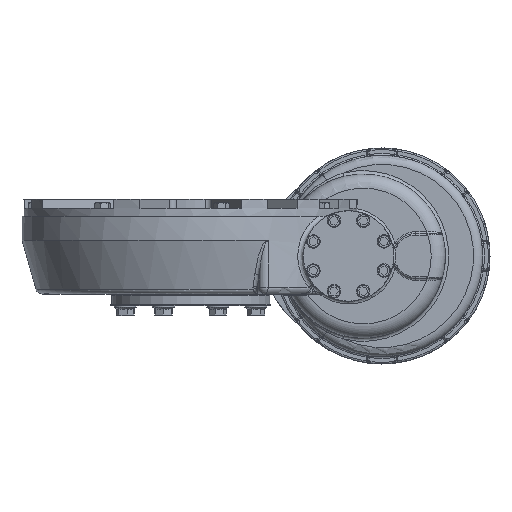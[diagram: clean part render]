
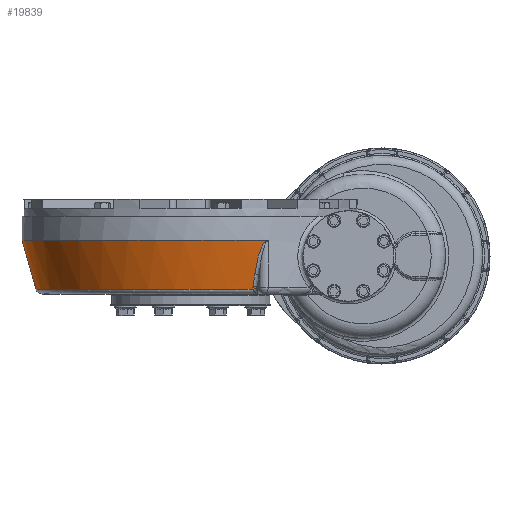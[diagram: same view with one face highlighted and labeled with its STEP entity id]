
A CAD part, left-side view. The second image highlights one B-rep face of the part: STEP entity #19839.
In plain terms, the highlighted conical face has half-angle 15.397 degrees and reference radius 298 mm.
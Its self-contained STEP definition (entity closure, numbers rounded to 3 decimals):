
#876=B_SPLINE_CURVE_WITH_KNOTS('',3,(#52854,#52855,#52856,#52857,#52858,
#52859,#52860,#52861,#52862,#52863,#52864,#52865,#52866),.UNSPECIFIED.,
 .F.,.F.,(4,1,1,1,1,1,1,1,1,1,4),(0.,0.016,0.024,
0.032,0.041,0.045,0.049,
0.053,0.057,0.061,0.065),
 .UNSPECIFIED.);
#878=B_SPLINE_CURVE_WITH_KNOTS('',3,(#52886,#52887,#52888,#52889),
 .UNSPECIFIED.,.F.,.F.,(4,4),(0.,1.),.UNSPECIFIED.);
#880=B_SPLINE_CURVE_WITH_KNOTS('',3,(#52925,#52926,#52927,#52928),
 .UNSPECIFIED.,.F.,.F.,(4,4),(0.,0.005),.UNSPECIFIED.);
#886=B_SPLINE_CURVE_WITH_KNOTS('',3,(#53135,#53136,#53137,#53138),
 .UNSPECIFIED.,.F.,.F.,(4,4),(0.,0.005),.UNSPECIFIED.);
#888=B_SPLINE_CURVE_WITH_KNOTS('',3,(#53158,#53159,#53160,#53161),
 .UNSPECIFIED.,.F.,.F.,(4,4),(0.,1.),.UNSPECIFIED.);
#890=B_SPLINE_CURVE_WITH_KNOTS('',3,(#53290,#53291,#53292,#53293,#53294,
#53295,#53296,#53297,#53298,#53299,#53300,#53301),.UNSPECIFIED.,.F.,.F.,
(4,1,1,1,1,1,1,1,1,4),(0.,0.004,0.008,0.012,
0.016,0.025,0.033,0.041,
0.049,0.066),.UNSPECIFIED.);
#3565=CONICAL_SURFACE('',#21934,298.,0.269);
#8480=ORIENTED_EDGE('',*,*,#11101,.T.);
#8481=ORIENTED_EDGE('',*,*,#11098,.T.);
#8482=ORIENTED_EDGE('',*,*,#10984,.T.);
#8483=ORIENTED_EDGE('',*,*,#11117,.T.);
#8484=ORIENTED_EDGE('',*,*,#11115,.T.);
#8485=ORIENTED_EDGE('',*,*,#11112,.T.);
#8486=ORIENTED_EDGE('',*,*,#11127,.T.);
#8487=ORIENTED_EDGE('',*,*,#11104,.T.);
#10984=EDGE_CURVE('',#12805,#12804,#13789,.T.);
#11098=EDGE_CURVE('',#12855,#12805,#876,.T.);
#11101=EDGE_CURVE('',#12857,#12855,#878,.T.);
#11104=EDGE_CURVE('',#12859,#12857,#880,.T.);
#11112=EDGE_CURVE('',#12863,#12862,#886,.T.);
#11115=EDGE_CURVE('',#12865,#12863,#888,.T.);
#11117=EDGE_CURVE('',#12804,#12865,#890,.T.);
#11127=EDGE_CURVE('',#12862,#12859,#13861,.F.);
#12804=VERTEX_POINT('',#50158);
#12805=VERTEX_POINT('',#50160);
#12855=VERTEX_POINT('',#52836);
#12857=VERTEX_POINT('',#52880);
#12859=VERTEX_POINT('',#52919);
#12862=VERTEX_POINT('',#53098);
#12863=VERTEX_POINT('',#53129);
#12865=VERTEX_POINT('',#53152);
#13789=CIRCLE('',#21803,298.);
#13861=CIRCLE('',#21915,274.127);
#15197=EDGE_LOOP('',(#8480,#8481,#8482,#8483,#8484,#8485,#8486,#8487));
#16539=FACE_BOUND('',#15197,.T.);
#19839=ADVANCED_FACE('',(#16539),#3565,.T.);
#21803=AXIS2_PLACEMENT_3D('',#50159,#26677,#26678);
#21915=AXIS2_PLACEMENT_3D('',#53320,#26918,#26919);
#21934=AXIS2_PLACEMENT_3D('',#53349,#26966,#26967);
#26677=DIRECTION('',(0.,0.,-1.));
#26678=DIRECTION('',(1.,0.,0.));
#26918=DIRECTION('',(0.,0.,-1.));
#26919=DIRECTION('',(1.,0.,0.));
#26966=DIRECTION('',(0.,0.,1.));
#26967=DIRECTION('',(-1.,0.,0.));
#50158=CARTESIAN_POINT('',(368.101,-36.242,105.));
#50159=CARTESIAN_POINT('',(102.24,98.375,105.));
#50160=CARTESIAN_POINT('',(-163.621,-36.242,105.));
#52836=CARTESIAN_POINT('',(-155.395,-15.295,45.436));
#52854=CARTESIAN_POINT('',(-155.395,-15.295,45.436));
#52855=CARTESIAN_POINT('',(-156.652,-16.018,50.674));
#52856=CARTESIAN_POINT('',(-158.43,-17.33,58.502));
#52857=CARTESIAN_POINT('',(-160.541,-19.613,68.881));
#52858=CARTESIAN_POINT('',(-161.969,-21.635,76.627));
#52859=CARTESIAN_POINT('',(-162.997,-23.643,83.054));
#52860=CARTESIAN_POINT('',(-163.675,-25.496,88.116));
#52861=CARTESIAN_POINT('',(-164.094,-27.043,91.876));
#52862=CARTESIAN_POINT('',(-164.392,-28.778,95.552));
#52863=CARTESIAN_POINT('',(-164.525,-30.747,99.078));
#52864=CARTESIAN_POINT('',(-164.394,-33.124,102.437));
#52865=CARTESIAN_POINT('',(-164.,-35.081,104.324));
#52866=CARTESIAN_POINT('',(-163.621,-36.242,105.));
#52880=CARTESIAN_POINT('',(-150.029,-12.213,23.093));
#52886=CARTESIAN_POINT('',(-150.029,-12.213,23.093));
#52887=CARTESIAN_POINT('',(-151.818,-13.24,30.541));
#52888=CARTESIAN_POINT('',(-153.606,-14.268,37.989));
#52889=CARTESIAN_POINT('',(-155.395,-15.295,45.436));
#52919=CARTESIAN_POINT('',(-148.625,-12.136,18.314));
#52925=CARTESIAN_POINT('',(-148.625,-12.136,18.314));
#52926=CARTESIAN_POINT('',(-149.174,-11.963,19.886));
#52927=CARTESIAN_POINT('',(-149.641,-11.99,21.48));
#52928=CARTESIAN_POINT('',(-150.029,-12.213,23.093));
#53098=CARTESIAN_POINT('',(353.105,-12.136,18.314));
#53129=CARTESIAN_POINT('',(354.509,-12.213,23.093));
#53135=CARTESIAN_POINT('',(354.509,-12.213,23.093));
#53136=CARTESIAN_POINT('',(354.121,-11.99,21.48));
#53137=CARTESIAN_POINT('',(353.654,-11.963,19.886));
#53138=CARTESIAN_POINT('',(353.105,-12.136,18.314));
#53152=CARTESIAN_POINT('',(359.875,-15.295,45.436));
#53158=CARTESIAN_POINT('',(359.875,-15.295,45.436));
#53159=CARTESIAN_POINT('',(358.086,-14.268,37.989));
#53160=CARTESIAN_POINT('',(356.298,-13.24,30.541));
#53161=CARTESIAN_POINT('',(354.509,-12.213,23.093));
#53290=CARTESIAN_POINT('',(368.101,-36.242,105.));
#53291=CARTESIAN_POINT('',(368.481,-35.081,104.323));
#53292=CARTESIAN_POINT('',(368.876,-33.113,102.425));
#53293=CARTESIAN_POINT('',(369.005,-30.738,99.064));
#53294=CARTESIAN_POINT('',(368.87,-28.754,95.506));
#53295=CARTESIAN_POINT('',(368.464,-26.425,90.556));
#53296=CARTESIAN_POINT('',(367.673,-24.029,84.283));
#53297=CARTESIAN_POINT('',(366.45,-21.639,76.637));
#53298=CARTESIAN_POINT('',(365.027,-19.621,68.914));
#53299=CARTESIAN_POINT('',(362.913,-17.332,58.514));
#53300=CARTESIAN_POINT('',(361.132,-16.018,50.671));
#53301=CARTESIAN_POINT('',(359.875,-15.295,45.436));
#53320=CARTESIAN_POINT('',(102.24,98.375,18.314));
#53349=CARTESIAN_POINT('',(102.24,98.375,105.));
